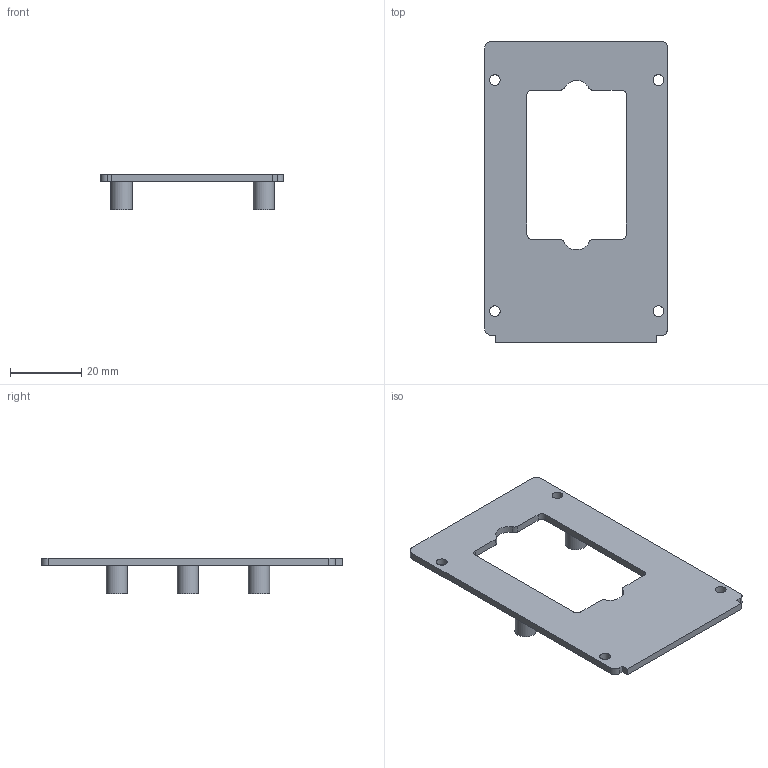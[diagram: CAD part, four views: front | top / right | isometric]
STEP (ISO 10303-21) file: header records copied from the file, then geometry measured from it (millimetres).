
FILE_DESCRIPTION(/* description */ ('STEP AP242','CAx-IF Rec.Pracs.---Representation and Presentation of Product Manufacturing Information (PMI)---4.0---2014-10-13','CAx-IF Rec.Pracs.---3D Tessellated Geometry---0.4---2014-09-14','2;1'),/* implementation_level */ '2;1');
FILE_NAME(/* name */ '618eb8dbd1315f7b8798e6bc',/* time_stamp */ '2021-11-12T18:56:27+00:00',/* author */ (''),/* organization */ (''),/* preprocessor_version */ 'ST-DEVELOPER v18.1',/* originating_system */ ' ',/* authorisation */ ' ');
FILE_SCHEMA (('AP242_MANAGED_MODEL_BASED_3D_ENGINEERING_MIM_LF { 1 0 10303 442 1 1 4 }'));
Length unit declared in the file: metre
Products named in the file (1): Part 1
Bounding box: 51.35 x 84.7 x 10 mm (x, y, z)
Volume: 6842.9 mm3; surface area: 7627.1 mm2
Topology: 1 solids, 1 shells, 46 faces, 117 edges, 79 vertices
Faces by surface type: cylinder 24, plane 22
Full cylindrical faces by diameter (mm): 2 x3, 3 x4, 6 x3
Entity records: 1378 total; most frequent: DIRECTION 246, CARTESIAN_POINT 227, ORIENTED_EDGE 208, EDGE_CURVE 104, AXIS2_PLACEMENT_3D 95, VERTEX_POINT 76, EDGE_LOOP 72, FACE_BOUND 72
